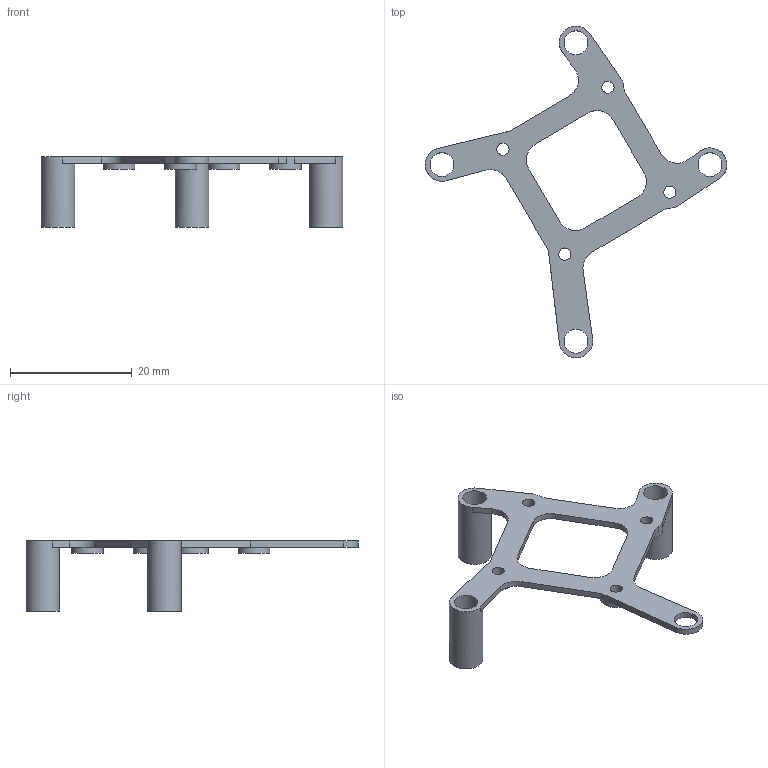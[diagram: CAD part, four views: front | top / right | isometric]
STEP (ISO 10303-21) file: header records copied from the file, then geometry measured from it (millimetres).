
FILE_DESCRIPTION(('STEP AP242'), '1');
FILE_NAME('adapter_v2', '2022-02-02T04:53:20', ('ancher'), (''), 'C3D Converter', 'C3D Toolkit', '');
FILE_SCHEMA(('AP242_MANAGED_MODEL_BASED_3D_ENGINEERING_MIM_LF { 1 0 10303 442 1 1 4 }'));
Length unit declared in the file: millimetre
Assembly tree (2 placements, depth 2):
  (unnamed)
    (unnamed)
    (unnamed)
Bounding box: 49.5 x 54.5 x 11.5 mm (x, y, z)
Volume: 956 mm3; surface area: 2352.9 mm2
Topology: 1 solids, 1 shells, 51 faces, 203 edges, 193 vertices
Faces by surface type: cylinder 26, plane 25
Full cylindrical faces by diameter (mm): 2 x4, 3.9 x4, 5.2 x4, 5.5 x3
Entity records: 2776 total; most frequent: DIRECTION 378, CARTESIAN_POINT 360, ORIENTED_EDGE 258, AXIS2_PLACEMENT_3D 156, EDGE_CURVE 129, COLOUR_RGB 114, PRESENTATION_STYLE_ASSIGNMENT 114, STYLED_ITEM 114
